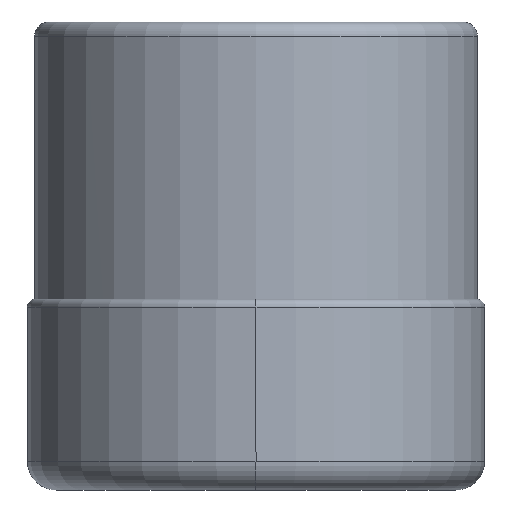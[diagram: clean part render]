
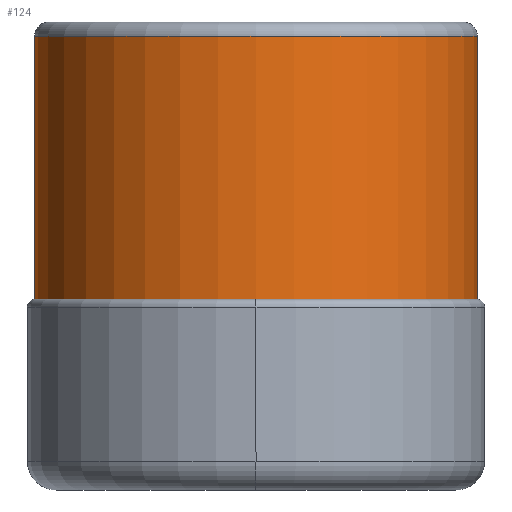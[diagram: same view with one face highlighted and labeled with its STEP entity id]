
A CAD part, left-side view. The second image highlights one B-rep face of the part: STEP entity #124.
In plain terms, the highlighted cylindrical face has radius 30.75 mm (diameter 61.5 mm), a partial arc.
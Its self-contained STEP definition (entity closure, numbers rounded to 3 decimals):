
#92=CYLINDRICAL_SURFACE('',#1235,30.75);
#124=ADVANCED_FACE('',(#202),#92,.T.);
#202=FACE_OUTER_BOUND('',#262,.T.);
#262=EDGE_LOOP('',(#396,#397,#398,#399,#400));
#396=ORIENTED_EDGE('',*,*,#756,.F.);
#397=ORIENTED_EDGE('',*,*,#757,.T.);
#398=ORIENTED_EDGE('',*,*,#755,.F.);
#399=ORIENTED_EDGE('',*,*,#754,.F.);
#400=ORIENTED_EDGE('',*,*,#758,.F.);
#638=VERTEX_POINT('',#2434);
#640=VERTEX_POINT('',#2438);
#641=VERTEX_POINT('',#2442);
#642=VERTEX_POINT('',#2446);
#643=VERTEX_POINT('',#2447);
#754=EDGE_CURVE('',#640,#641,#914,.T.);
#755=EDGE_CURVE('',#641,#638,#915,.T.);
#756=EDGE_CURVE('',#642,#643,#916,.T.);
#757=EDGE_CURVE('',#642,#638,#1043,.T.);
#758=EDGE_CURVE('',#643,#640,#1044,.T.);
#914=CIRCLE('',#1231,30.75);
#915=CIRCLE('',#1232,30.75);
#916=CIRCLE('',#1234,30.75);
#1043=LINE('',#2448,#1078);
#1044=LINE('',#2449,#1079);
#1078=VECTOR('',#1499,1.);
#1079=VECTOR('',#1500,1.);
#1231=AXIS2_PLACEMENT_3D('',#2441,#1491,#1492);
#1232=AXIS2_PLACEMENT_3D('',#2443,#1493,#1494);
#1234=AXIS2_PLACEMENT_3D('',#2445,#1497,#1498);
#1235=AXIS2_PLACEMENT_3D('',#2450,#1501,#1502);
#1491=DIRECTION('',(0.,0.,1.));
#1492=DIRECTION('',(0.,1.,0.));
#1493=DIRECTION('',(0.,0.,1.));
#1494=DIRECTION('',(-0.001,1.,0.));
#1497=DIRECTION('',(0.,0.,-1.));
#1498=DIRECTION('',(0.,-1.,0.));
#1499=DIRECTION('',(0.,0.,1.));
#1500=DIRECTION('',(0.,0.,1.));
#1501=DIRECTION('',(0.,0.,-1.));
#1502=DIRECTION('',(0.,-1.,0.));
#2434=CARTESIAN_POINT('',(0.,-30.75,-2.));
#2438=CARTESIAN_POINT('',(0.,30.75,-2.));
#2441=CARTESIAN_POINT('',(0.,0.,-2.));
#2442=CARTESIAN_POINT('',(-0.016,30.75,-2.));
#2443=CARTESIAN_POINT('',(0.,0.,-2.));
#2445=CARTESIAN_POINT('',(0.,0.,-61.7));
#2446=CARTESIAN_POINT('',(0.,-30.75,-61.7));
#2447=CARTESIAN_POINT('',(0.,30.75,-61.7));
#2448=CARTESIAN_POINT('',(0.,-30.75,-2.));
#2449=CARTESIAN_POINT('',(0.,30.75,-2.));
#2450=CARTESIAN_POINT('',(0.,0.,3.135));
